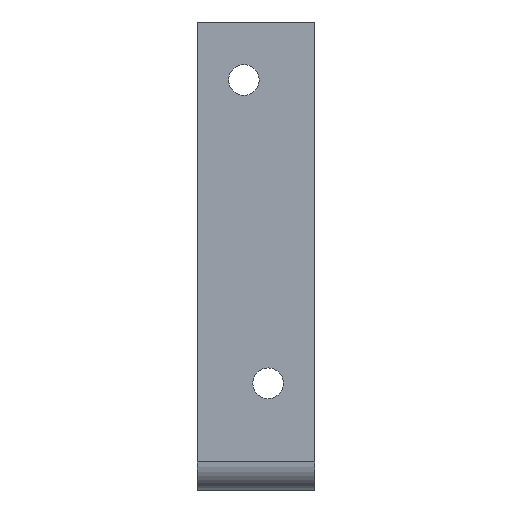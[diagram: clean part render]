
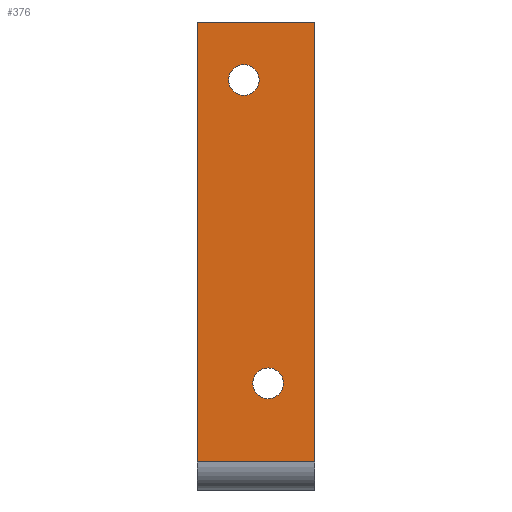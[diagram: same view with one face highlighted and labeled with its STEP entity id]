
A CAD part, left-side view. The second image highlights one B-rep face of the part: STEP entity #376.
In plain terms, the highlighted planar face has unit normal (-1, 0, 0).
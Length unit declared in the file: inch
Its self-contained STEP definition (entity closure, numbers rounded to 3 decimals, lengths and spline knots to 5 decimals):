
#4 = DIRECTION ( 'NONE',  ( 1., 0., 0. ) ) ;
#8 = CARTESIAN_POINT ( 'NONE',  ( 0., 0.065, 2.19 ) ) ;
#27 = VECTOR ( 'NONE', #353, 39.37008 ) ;
#31 = DIRECTION ( 'NONE',  ( 0., 0., 1. ) ) ;
#45 = VERTEX_POINT ( 'NONE', #666 ) ;
#53 = CIRCLE ( 'NONE', #684, 0.082 ) ;
#91 = EDGE_CURVE ( 'NONE', #204, #752, #695, .T. ) ;
#121 = FACE_BOUND ( 'NONE', #611, .T. ) ;
#127 = VECTOR ( 'NONE', #513, 39.37008 ) ;
#151 = EDGE_CURVE ( 'NONE', #45, #644, #599, .T. ) ;
#160 = EDGE_CURVE ( 'NONE', #507, #661, #53, .T. ) ;
#162 = DIRECTION ( 'NONE',  ( 0., 0., 1. ) ) ;
#164 = DIRECTION ( 'NONE',  ( -1., 0., 0. ) ) ;
#165 = CIRCLE ( 'NONE', #578, 0.082 ) ;
#169 = PLANE ( 'NONE',  #856 ) ;
#170 = ORIENTED_EDGE ( 'NONE', *, *, #91, .F. ) ;
#179 = CARTESIAN_POINT ( 'NONE',  ( 0., 0.3125, 0.15 ) ) ;
#195 = CARTESIAN_POINT ( 'NONE',  ( 0., 0.3125, 2.5 ) ) ;
#204 = VERTEX_POINT ( 'NONE', #823 ) ;
#217 = EDGE_CURVE ( 'NONE', #762, #677, #540, .T. ) ;
#249 = EDGE_LOOP ( 'NONE', ( #170, #272, #538, #834 ) ) ;
#255 = CIRCLE ( 'NONE', #377, 0.082 ) ;
#256 = DIRECTION ( 'NONE',  ( 0., 0., 1. ) ) ;
#258 = DIRECTION ( 'NONE',  ( 1., 0., 0. ) ) ;
#264 = CARTESIAN_POINT ( 'NONE',  ( 0., -0.065, 0.57 ) ) ;
#269 = VECTOR ( 'NONE', #279, 39.37008 ) ;
#272 = ORIENTED_EDGE ( 'NONE', *, *, #425, .F. ) ;
#279 = DIRECTION ( 'NONE',  ( 0., -1., 0. ) ) ;
#291 = EDGE_CURVE ( 'NONE', #644, #752, #456, .T. ) ;
#313 = CARTESIAN_POINT ( 'NONE',  ( 0., -0.3125, 0.15 ) ) ;
#322 = DIRECTION ( 'NONE',  ( 0., 0., 1. ) ) ;
#323 = CARTESIAN_POINT ( 'NONE',  ( 0., -0.065, 0.488 ) ) ;
#349 = EDGE_CURVE ( 'NONE', #677, #762, #165, .T. ) ;
#353 = DIRECTION ( 'NONE',  ( 0., 0., -1. ) ) ;
#366 = LINE ( 'NONE', #638, #553 ) ;
#373 = DIRECTION ( 'NONE',  ( 1., 0., 0. ) ) ;
#375 = CARTESIAN_POINT ( 'NONE',  ( 0., 0.065, 2.19 ) ) ;
#376 = ADVANCED_FACE ( 'NONE', ( #796, #121, #488 ), #169, .T. ) ;
#377 = AXIS2_PLACEMENT_3D ( 'NONE', #8, #4, #506 ) ;
#381 = CARTESIAN_POINT ( 'NONE',  ( 0., -0.065, 0.652 ) ) ;
#403 = CARTESIAN_POINT ( 'NONE',  ( 0., 0.065, 2.108 ) ) ;
#411 = EDGE_CURVE ( 'NONE', #661, #507, #255, .T. ) ;
#425 = EDGE_CURVE ( 'NONE', #45, #204, #366, .T. ) ;
#426 = CARTESIAN_POINT ( 'NONE',  ( 0., 0.3125, 2.5 ) ) ;
#429 = DIRECTION ( 'NONE',  ( 1., 0., 0. ) ) ;
#437 = EDGE_LOOP ( 'NONE', ( #609, #529 ) ) ;
#443 = CARTESIAN_POINT ( 'NONE',  ( 0., 0.3125, 0.15 ) ) ;
#456 = LINE ( 'NONE', #179, #269 ) ;
#470 = ORIENTED_EDGE ( 'NONE', *, *, #160, .T. ) ;
#488 = FACE_OUTER_BOUND ( 'NONE', #249, .T. ) ;
#506 = DIRECTION ( 'NONE',  ( 0., 0., 1. ) ) ;
#507 = VERTEX_POINT ( 'NONE', #652 ) ;
#513 = DIRECTION ( 'NONE',  ( 0., 0., -1. ) ) ;
#529 = ORIENTED_EDGE ( 'NONE', *, *, #349, .T. ) ;
#538 = ORIENTED_EDGE ( 'NONE', *, *, #151, .T. ) ;
#540 = CIRCLE ( 'NONE', #595, 0.082 ) ;
#553 = VECTOR ( 'NONE', #832, 39.37008 ) ;
#578 = AXIS2_PLACEMENT_3D ( 'NONE', #264, #258, #256 ) ;
#595 = AXIS2_PLACEMENT_3D ( 'NONE', #854, #429, #31 ) ;
#599 = LINE ( 'NONE', #426, #27 ) ;
#609 = ORIENTED_EDGE ( 'NONE', *, *, #217, .T. ) ;
#611 = EDGE_LOOP ( 'NONE', ( #701, #470 ) ) ;
#623 = CARTESIAN_POINT ( 'NONE',  ( 0., -0.3125, 2.5 ) ) ;
#638 = CARTESIAN_POINT ( 'NONE',  ( 0., 0.3125, 2.5 ) ) ;
#644 = VERTEX_POINT ( 'NONE', #443 ) ;
#652 = CARTESIAN_POINT ( 'NONE',  ( 0., 0.065, 2.272 ) ) ;
#661 = VERTEX_POINT ( 'NONE', #403 ) ;
#666 = CARTESIAN_POINT ( 'NONE',  ( 0., 0.3125, 2.5 ) ) ;
#677 = VERTEX_POINT ( 'NONE', #381 ) ;
#684 = AXIS2_PLACEMENT_3D ( 'NONE', #375, #373, #322 ) ;
#695 = LINE ( 'NONE', #623, #127 ) ;
#701 = ORIENTED_EDGE ( 'NONE', *, *, #411, .T. ) ;
#752 = VERTEX_POINT ( 'NONE', #313 ) ;
#762 = VERTEX_POINT ( 'NONE', #323 ) ;
#796 = FACE_BOUND ( 'NONE', #437, .T. ) ;
#823 = CARTESIAN_POINT ( 'NONE',  ( 0., -0.3125, 2.5 ) ) ;
#832 = DIRECTION ( 'NONE',  ( 0., -1., 0. ) ) ;
#834 = ORIENTED_EDGE ( 'NONE', *, *, #291, .T. ) ;
#854 = CARTESIAN_POINT ( 'NONE',  ( 0., -0.065, 0.57 ) ) ;
#856 = AXIS2_PLACEMENT_3D ( 'NONE', #195, #164, #162 ) ;
